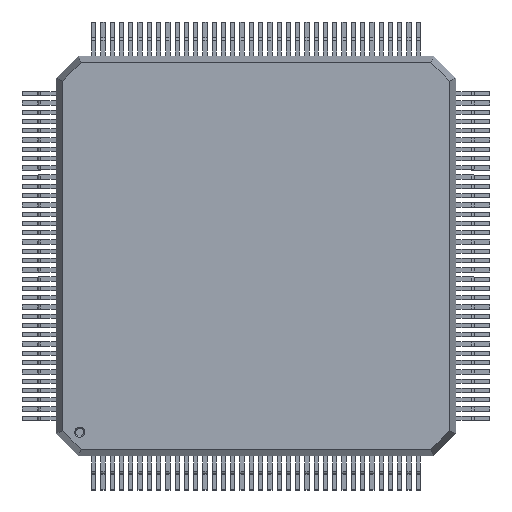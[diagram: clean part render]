
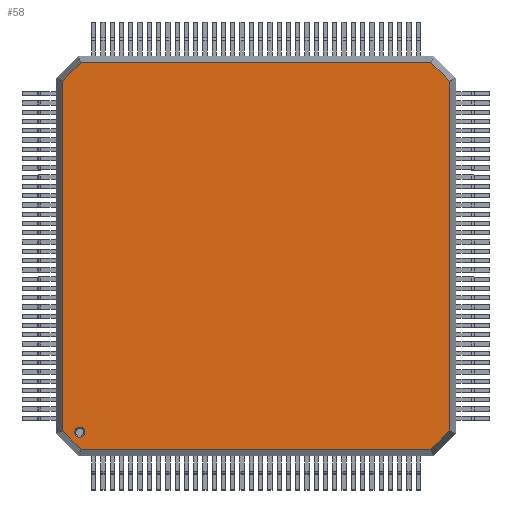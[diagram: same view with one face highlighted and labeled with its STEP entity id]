
A CAD part, top view. The second image highlights one B-rep face of the part: STEP entity #58.
In plain terms, the highlighted planar face has unit normal (0, 0, 1).
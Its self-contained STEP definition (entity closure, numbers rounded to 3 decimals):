
#58=ADVANCED_FACE('',(#17158,#17160),#17162,.T.);
#17158=FACE_BOUND('',#17159,.T.);
#17159=EDGE_LOOP('',(#30750,#30751,#30752,#30753,#30754,#30755,#30756,#30757));
#17160=FACE_BOUND('',#17161,.T.);
#17161=EDGE_LOOP('',(#30758));
#17162=PLANE('',#17163);
#17163=AXIS2_PLACEMENT_3D('',#17164,#17165,#17166);
#17164=CARTESIAN_POINT('',(0.,0.,3.8));
#17165=DIRECTION('',(0.,0.,1.));
#17166=DIRECTION('',(1.,0.,0.));
#30750=ORIENTED_EDGE('',*,*,#41234,.T.);
#30751=ORIENTED_EDGE('',*,*,#41235,.F.);
#30752=ORIENTED_EDGE('',*,*,#41236,.T.);
#30753=ORIENTED_EDGE('',*,*,#41237,.F.);
#30754=ORIENTED_EDGE('',*,*,#41238,.T.);
#30755=ORIENTED_EDGE('',*,*,#41239,.F.);
#30756=ORIENTED_EDGE('',*,*,#41240,.T.);
#30757=ORIENTED_EDGE('',*,*,#41241,.F.);
#30758=ORIENTED_EDGE('',*,*,#41242,.T.);
#41234=EDGE_CURVE('',#46476,#46477,#46478,.T.);
#41235=EDGE_CURVE('',#46479,#46477,#46480,.F.);
#41236=EDGE_CURVE('',#46479,#46481,#46482,.T.);
#41237=EDGE_CURVE('',#46483,#46481,#46484,.F.);
#41238=EDGE_CURVE('',#46483,#46485,#46486,.T.);
#41239=EDGE_CURVE('',#46487,#46485,#46488,.F.);
#41240=EDGE_CURVE('',#46487,#46489,#46490,.T.);
#41241=EDGE_CURVE('',#46476,#46489,#46491,.F.);
#41242=EDGE_CURVE('',#46492,#46492,#46493,.F.);
#46476=VERTEX_POINT('',#55208);
#46477=VERTEX_POINT('',#55209);
#46478=LINE('',#55210,#55211);
#46479=VERTEX_POINT('',#55213);
#46480=LINE('',#55214,#55215);
#46481=VERTEX_POINT('',#55217);
#46482=LINE('',#55218,#55219);
#46483=VERTEX_POINT('',#55221);
#46484=LINE('',#55222,#55223);
#46485=VERTEX_POINT('',#55225);
#46486=LINE('',#55226,#55227);
#46487=VERTEX_POINT('',#55229);
#46488=LINE('',#55230,#55231);
#46489=VERTEX_POINT('',#55233);
#46490=LINE('',#55234,#55235);
#46491=LINE('',#55237,#55238);
#46492=VERTEX_POINT('',#55240);
#46493=CIRCLE('',#55241,0.35);
#55208=CARTESIAN_POINT('',(13.556,-12.25,3.8));
#55209=CARTESIAN_POINT('',(13.556,12.25,3.8));
#55210=CARTESIAN_POINT('',(13.556,-12.25,3.8));
#55211=VECTOR('',#55212,1.);
#55212=DIRECTION('',(0.,1.,0.));
#55213=CARTESIAN_POINT('',(12.25,13.556,3.8));
#55214=CARTESIAN_POINT('',(13.556,12.25,3.8));
#55215=VECTOR('',#55216,1.);
#55216=DIRECTION('',(-0.707,0.707,0.));
#55217=CARTESIAN_POINT('',(-12.25,13.556,3.8));
#55218=CARTESIAN_POINT('',(12.25,13.556,3.8));
#55219=VECTOR('',#55220,1.);
#55220=DIRECTION('',(-1.,0.,0.));
#55221=CARTESIAN_POINT('',(-13.556,12.25,3.8));
#55222=CARTESIAN_POINT('',(-12.25,13.556,3.8));
#55223=VECTOR('',#55224,1.);
#55224=DIRECTION('',(-0.707,-0.707,0.));
#55225=CARTESIAN_POINT('',(-13.556,-12.25,3.8));
#55226=CARTESIAN_POINT('',(-13.556,12.25,3.8));
#55227=VECTOR('',#55228,1.);
#55228=DIRECTION('',(0.,-1.,0.));
#55229=CARTESIAN_POINT('',(-12.25,-13.556,3.8));
#55230=CARTESIAN_POINT('',(-13.556,-12.25,3.8));
#55231=VECTOR('',#55232,1.);
#55232=DIRECTION('',(0.707,-0.707,0.));
#55233=CARTESIAN_POINT('',(12.25,-13.556,3.8));
#55234=CARTESIAN_POINT('',(-12.25,-13.556,3.8));
#55235=VECTOR('',#55236,1.);
#55236=DIRECTION('',(1.,0.,0.));
#55237=CARTESIAN_POINT('',(12.25,-13.556,3.8));
#55238=VECTOR('',#55239,1.);
#55239=DIRECTION('',(0.707,0.707,0.));
#55240=CARTESIAN_POINT('',(-12.006,-12.356,3.8));
#55241=AXIS2_PLACEMENT_3D('',#55242,#55243,#55244);
#55242=CARTESIAN_POINT('',(-12.356,-12.356,3.8));
#55243=DIRECTION('',(0.,0.,1.));
#55244=DIRECTION('',(1.,0.,0.));
